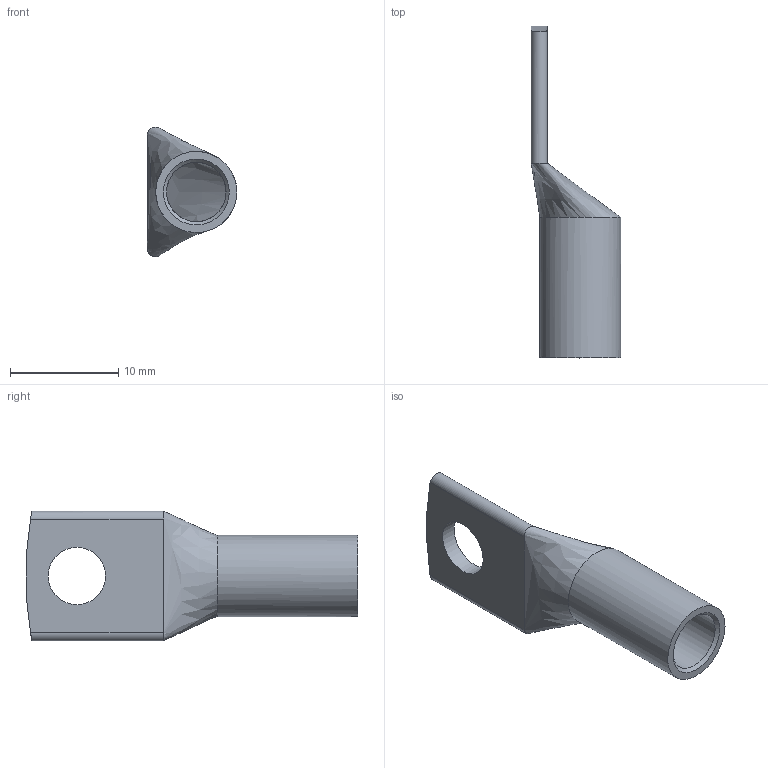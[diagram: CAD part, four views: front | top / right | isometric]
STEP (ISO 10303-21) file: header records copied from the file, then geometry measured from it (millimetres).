
FILE_DESCRIPTION(/* description */ ('Unknown'),/* implementation_level */ '2;1');
FILE_NAME(/* name */ '5580516',/* time_stamp */ '2020-03-11T10:54:16+01:00',/* author */ ('Unknown'),/* organization */ ('Unknown'),/* preprocessor_version */ 'ST-DEVELOPER v16.7',/* originating_system */ 'DEX',/* authorisation */ $);
FILE_SCHEMA (('AUTOMOTIVE_DESIGN {1 0 10303 214 3 1 1}'));
Length unit declared in the file: millimetre
Products named in the file (1): 5580516
Bounding box: 8.3 x 30.7 x 12 mm (x, y, z)
Volume: 534.9 mm3; surface area: 1127.4 mm2
Topology: 1 solids, 1 shells, 13 faces, 42 edges, 32 vertices
Faces by surface type: cylinder 6, plane 4, bspline 2, cone 1
Full cylindrical faces by diameter (mm): 5.3 x1, 5.5 x1, 7.5 x1
Entity records: 850 total; most frequent: CARTESIAN_POINT 489, ORIENTED_EDGE 66, DIRECTION 62, EDGE_CURVE 33, VERTEX_POINT 29, AXIS2_PLACEMENT_3D 28, EDGE_LOOP 22, FACE_BOUND 22
